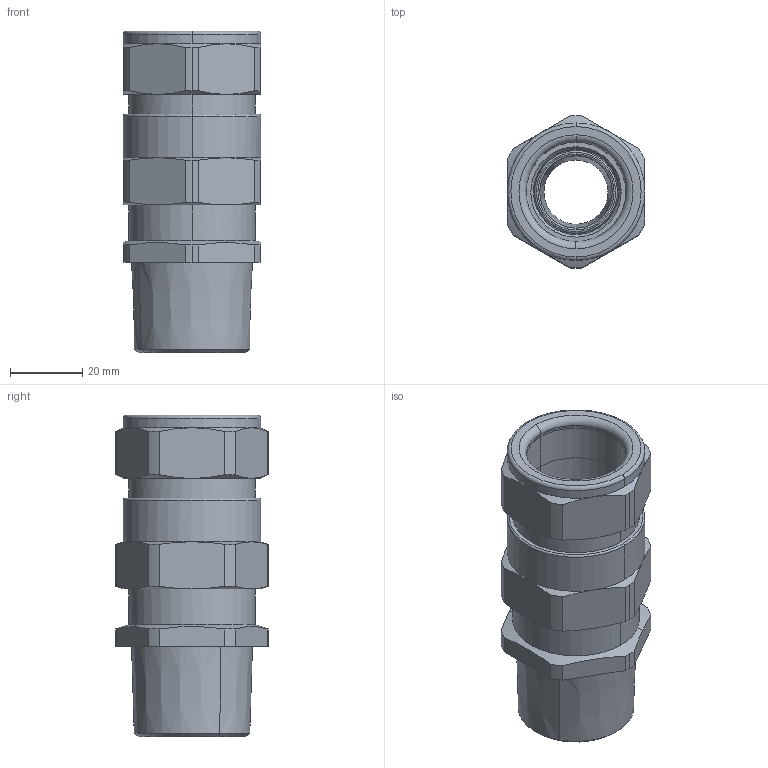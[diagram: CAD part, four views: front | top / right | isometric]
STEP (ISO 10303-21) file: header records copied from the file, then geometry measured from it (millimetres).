
FILE_DESCRIPTION(('CATIA V5 STEP Exchange','CAx-IF Rec.Pracs.--- Model Styling and Organization---1.4--- 2014-01-23'),'2;1');
FILE_NAME ('192625-1_0_1185220000_1185220000.stp','2022-04-07T01:28:08+00:00',('none'),('Weidmueller'),'CATIA Version 5-6 Release 2016 SP3 HF44','CATIA V5 STEP AP214','none');
FILE_SCHEMA(('AUTOMOTIVE_DESIGN { 1 0 10303 214 1 1 1 1 }'));
Length unit declared in the file: millimetre
Products named in the file (1): E1XZ/25/NPT1-WM
Bounding box: 38 x 42 x 88.9 mm (x, y, z)
Volume: 53744.7 mm3; surface area: 32662.8 mm2
Topology: 3 solids, 3 shells, 210 faces, 490 edges, 300 vertices
Faces by surface type: cylinder 70, cone 70, plane 38, torus 32
Entity records: 5684 total; most frequent: CARTESIAN_POINT 1356, ORIENTED_EDGE 980, DIRECTION 678, EDGE_CURVE 490, AXIS2_PLACEMENT_3D 412, VERTEX_POINT 300, CIRCLE 284, EDGE_LOOP 230
